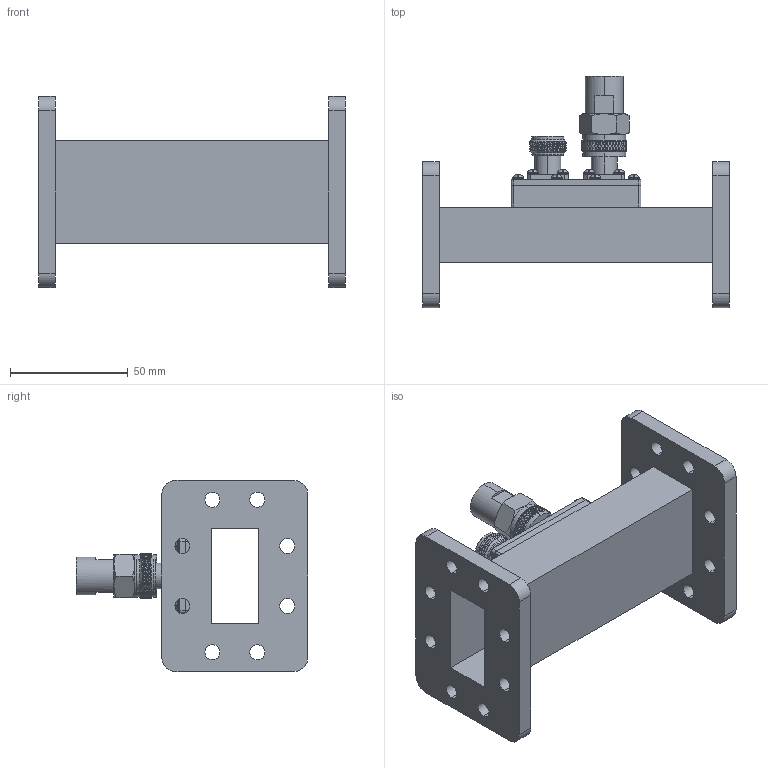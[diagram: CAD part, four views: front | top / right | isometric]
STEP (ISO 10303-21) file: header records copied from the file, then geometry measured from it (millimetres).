
FILE_DESCRIPTION (( 'STEP AP214' ), '1' );
FILE_NAME ('FMWCP1102N-50_3D.step', '2024-05-23T18:03:36', ( '' ), ( '' ), 'SwSTEP 2.0', 'SolidWorks 2022', '' );
FILE_SCHEMA (( 'AUTOMOTIVE_DESIGN' ));
Length unit declared in the file: inch
Products named in the file (7): Coaxial Terminal^FMWCP1102N-50; FMWCP1102N-body^FMWCP1102N-50; FMWCP1102N-50_3D; N female^FMWCP1102N-50; Panel - PEWCP1102N^FMWCP1102N-50; M2x8mm GOST 17473-80^FMWCP1102N-50; Washer^FMWCP1102N-50
Assembly tree (40 placements, depth 2):
  FMWCP1102N-50_3D
    FMWCP1102N-body^FMWCP1102N-50
    N female^FMWCP1102N-50
    Coaxial Terminal^FMWCP1102N-50
    Washer^FMWCP1102N-50  x18
    M2x8mm GOST 17473-80^FMWCP1102N-50  x18
    Panel - PEWCP1102N^FMWCP1102N-50
Bounding box: 130 x 98.23 x 81 mm (x, y, z)
Volume: 111609.4 mm3; surface area: 66349.8 mm2
Topology: 40 solids, 40 shells, 1990 faces, 4494 edges, 2633 vertices
Faces by surface type: bspline 963, cylinder 557, plane 371, cone 63, torus 36
Entity records: 54243 total; most frequent: CARTESIAN_POINT 29686, ORIENTED_EDGE 6676, EDGE_CURVE 3338, DIRECTION 2441, VERTEX_POINT 1885, EDGE_LOOP 1615, FACE_OUTER_BOUND 1497, ADVANCED_FACE 1497
